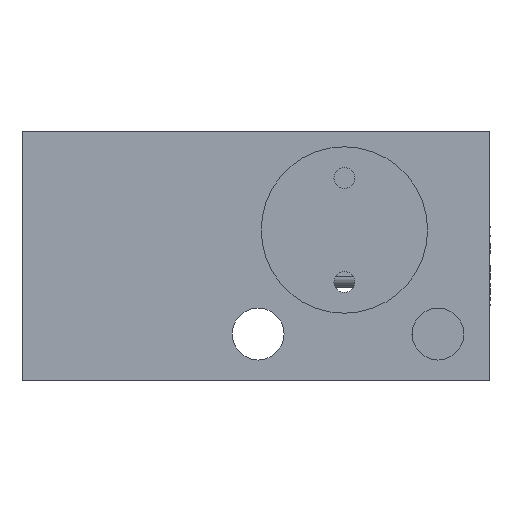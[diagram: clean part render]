
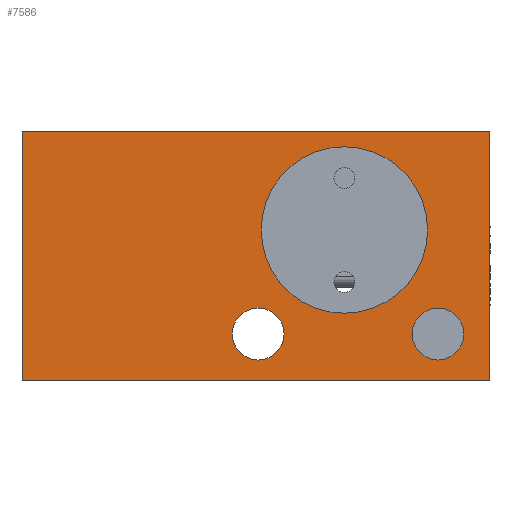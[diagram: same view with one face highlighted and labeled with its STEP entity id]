
A CAD part, left-side view. The second image highlights one B-rep face of the part: STEP entity #7586.
In plain terms, the highlighted planar face has unit normal (-1, 0, 0).
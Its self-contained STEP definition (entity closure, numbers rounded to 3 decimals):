
#1335 = AXIS2_PLACEMENT_3D ( 'NONE', #1357, #1356, #1355 ) ;
#1336 = CIRCLE ( 'NONE', #1335, 2.5 ) ;
#1346 = CARTESIAN_POINT ( 'NONE',  ( -45.882, -8.764, -5. ) ) ;
#1355 = DIRECTION ( 'NONE',  ( 0., 0., -1. ) ) ;
#1356 = DIRECTION ( 'NONE',  ( 1., 0., 0. ) ) ;
#1357 = CARTESIAN_POINT ( 'NONE',  ( -45.882, -8.764, -7.5 ) ) ;
#1431 = CARTESIAN_POINT ( 'NONE',  ( -45.882, 8.536, -10. ) ) ;
#1488 = CARTESIAN_POINT ( 'NONE',  ( -45.882, -8.764, -10. ) ) ;
#1501 = CARTESIAN_POINT ( 'NONE',  ( -45.882, 8.536, -5. ) ) ;
#1509 = DIRECTION ( 'NONE',  ( 0., 0., -1. ) ) ;
#1510 = DIRECTION ( 'NONE',  ( 1., 0., 0. ) ) ;
#1511 = CARTESIAN_POINT ( 'NONE',  ( -45.882, 8.536, -7.5 ) ) ;
#1514 = CIRCLE ( 'NONE', #1518, 2.5 ) ;
#1518 = AXIS2_PLACEMENT_3D ( 'NONE', #1511, #1510, #1509 ) ;
#2675 = DIRECTION ( 'NONE',  ( 0., 0., -1. ) ) ;
#2676 = DIRECTION ( 'NONE',  ( 1., 0., 0. ) ) ;
#2677 = CARTESIAN_POINT ( 'NONE',  ( -45.882, 8.536, -7.5 ) ) ;
#2679 = CIRCLE ( 'NONE', #2719, 8. ) ;
#2680 = DIRECTION ( 'NONE',  ( 0., 0., -1. ) ) ;
#2681 = VECTOR ( 'NONE', #2680, 1000. ) ;
#2682 = CARTESIAN_POINT ( 'NONE',  ( -45.882, -13.764, 12. ) ) ;
#2685 = CARTESIAN_POINT ( 'NONE',  ( -45.882, 0.236, 10.5 ) ) ;
#2690 = CARTESIAN_POINT ( 'NONE',  ( -45.882, 0.236, -5.5 ) ) ;
#2691 = CIRCLE ( 'NONE', #2699, 2.5 ) ;
#2692 = LINE ( 'NONE', #2682, #2681 ) ;
#2699 = AXIS2_PLACEMENT_3D ( 'NONE', #2677, #2676, #2675 ) ;
#2716 = DIRECTION ( 'NONE',  ( 0., 0., -1. ) ) ;
#2717 = DIRECTION ( 'NONE',  ( 1., 0., 0. ) ) ;
#2718 = CARTESIAN_POINT ( 'NONE',  ( -45.882, 0.236, 2.5 ) ) ;
#2719 = AXIS2_PLACEMENT_3D ( 'NONE', #2718, #2717, #2716 ) ;
#2729 = CARTESIAN_POINT ( 'NONE',  ( -45.882, -13.764, 12. ) ) ;
#3156 = VECTOR ( 'NONE', #3187, 1000. ) ;
#3157 = CARTESIAN_POINT ( 'NONE',  ( -45.882, 31.236, 12. ) ) ;
#3165 = CARTESIAN_POINT ( 'NONE',  ( -45.882, 31.236, 12. ) ) ;
#3180 = DIRECTION ( 'NONE',  ( 0., -1., 0. ) ) ;
#3181 = VECTOR ( 'NONE', #3180, 1000. ) ;
#3182 = CARTESIAN_POINT ( 'NONE',  ( -45.882, 31.236, 12. ) ) ;
#3185 = LINE ( 'NONE', #3182, #3181 ) ;
#3187 = DIRECTION ( 'NONE',  ( 0., 0., -1. ) ) ;
#3189 = LINE ( 'NONE', #3157, #3156 ) ;
#3193 = CIRCLE ( 'NONE', #3220, 8. ) ;
#3203 = DIRECTION ( 'NONE',  ( 0., 1., 0. ) ) ;
#3204 = DIRECTION ( 'NONE',  ( 1., 0., 0. ) ) ;
#3205 = FACE_BOUND ( 'NONE', #7583, .T. ) ;
#3206 = CARTESIAN_POINT ( 'NONE',  ( -45.882, 31.236, 12. ) ) ;
#3211 = FACE_BOUND ( 'NONE', #7441, .T. ) ;
#3212 = FACE_BOUND ( 'NONE', #7565, .T. ) ;
#3213 = FACE_OUTER_BOUND ( 'NONE', #7436, .T. ) ;
#3214 = PLANE ( 'NONE',  #3218 ) ;
#3215 = DIRECTION ( 'NONE',  ( 0., 0., -1. ) ) ;
#3216 = DIRECTION ( 'NONE',  ( 1., 0., 0. ) ) ;
#3217 = CARTESIAN_POINT ( 'NONE',  ( -45.882, 0.236, 2.5 ) ) ;
#3218 = AXIS2_PLACEMENT_3D ( 'NONE', #3206, #3204, #3203 ) ;
#3220 = AXIS2_PLACEMENT_3D ( 'NONE', #3217, #3216, #3215 ) ;
#6970 = VERTEX_POINT ( 'NONE', #1346 ) ;
#6971 = EDGE_CURVE ( 'NONE', #6970, #7035, #1336, .T. ) ;
#7009 = VERTEX_POINT ( 'NONE', #1431 ) ;
#7035 = VERTEX_POINT ( 'NONE', #1488 ) ;
#7040 = EDGE_CURVE ( 'NONE', #7043, #7009, #1514, .T. ) ;
#7043 = VERTEX_POINT ( 'NONE', #1501 ) ;
#7427 = VERTEX_POINT ( 'NONE', #2690 ) ;
#7428 = EDGE_CURVE ( 'NONE', #7434, #9965, #2692, .T. ) ;
#7429 = VERTEX_POINT ( 'NONE', #2685 ) ;
#7430 = EDGE_CURVE ( 'NONE', #7009, #7043, #2691, .T. ) ;
#7434 = VERTEX_POINT ( 'NONE', #2729 ) ;
#7436 = EDGE_LOOP ( 'NONE', ( #7577, #7580, #7562, #7560 ) ) ;
#7437 = ORIENTED_EDGE ( 'NONE', *, *, #7575, .T. ) ;
#7439 = EDGE_CURVE ( 'NONE', #7429, #7427, #2679, .T. ) ;
#7441 = EDGE_LOOP ( 'NONE', ( #7444, #7443 ) ) ;
#7443 = ORIENTED_EDGE ( 'NONE', *, *, #10048, .T. ) ;
#7444 = ORIENTED_EDGE ( 'NONE', *, *, #6971, .T. ) ;
#7557 = ORIENTED_EDGE ( 'NONE', *, *, #7040, .T. ) ;
#7558 = EDGE_CURVE ( 'NONE', #7563, #9964, #3189, .T. ) ;
#7559 = ORIENTED_EDGE ( 'NONE', *, *, #7430, .T. ) ;
#7560 = ORIENTED_EDGE ( 'NONE', *, *, #7558, .T. ) ;
#7562 = ORIENTED_EDGE ( 'NONE', *, *, #7566, .F. ) ;
#7563 = VERTEX_POINT ( 'NONE', #3165 ) ;
#7565 = EDGE_LOOP ( 'NONE', ( #7437, #7579 ) ) ;
#7566 = EDGE_CURVE ( 'NONE', #7563, #7434, #3185, .T. ) ;
#7575 = EDGE_CURVE ( 'NONE', #7427, #7429, #3193, .T. ) ;
#7577 = ORIENTED_EDGE ( 'NONE', *, *, #9938, .T. ) ;
#7579 = ORIENTED_EDGE ( 'NONE', *, *, #7439, .T. ) ;
#7580 = ORIENTED_EDGE ( 'NONE', *, *, #7428, .F. ) ;
#7583 = EDGE_LOOP ( 'NONE', ( #7557, #7559 ) ) ;
#7586 = ADVANCED_FACE ( 'NONE', ( #3205, #3213, #3212, #3211 ), #3214, .F. ) ;
#9222 = DIRECTION ( 'NONE',  ( 0., -1., 0. ) ) ;
#9223 = VECTOR ( 'NONE', #9222, 1000. ) ;
#9227 = CARTESIAN_POINT ( 'NONE',  ( -45.882, 31.236, -12. ) ) ;
#9228 = LINE ( 'NONE', #9227, #9223 ) ;
#9255 = CARTESIAN_POINT ( 'NONE',  ( -45.882, -13.764, -12. ) ) ;
#9256 = CARTESIAN_POINT ( 'NONE',  ( -45.882, 31.236, -12. ) ) ;
#9400 = DIRECTION ( 'NONE',  ( 0., 0., -1. ) ) ;
#9401 = DIRECTION ( 'NONE',  ( 1., 0., 0. ) ) ;
#9402 = CARTESIAN_POINT ( 'NONE',  ( -45.882, -8.764, -7.5 ) ) ;
#9403 = CIRCLE ( 'NONE', #9416, 2.5 ) ;
#9416 = AXIS2_PLACEMENT_3D ( 'NONE', #9402, #9401, #9400 ) ;
#9938 = EDGE_CURVE ( 'NONE', #9964, #9965, #9228, .T. ) ;
#9964 = VERTEX_POINT ( 'NONE', #9256 ) ;
#9965 = VERTEX_POINT ( 'NONE', #9255 ) ;
#10048 = EDGE_CURVE ( 'NONE', #7035, #6970, #9403, .T. ) ;
